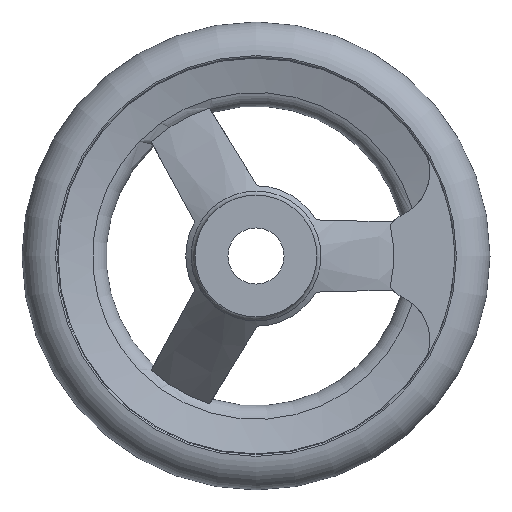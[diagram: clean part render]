
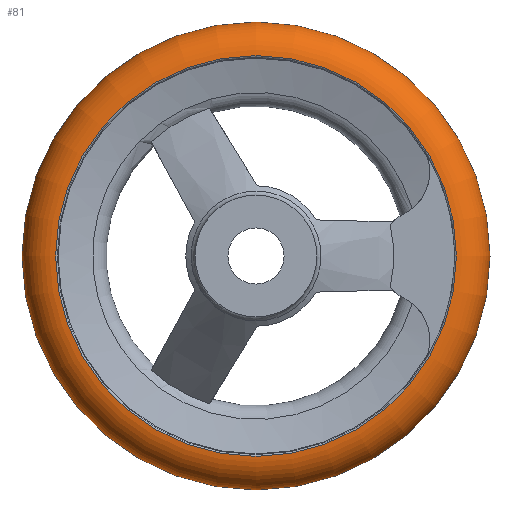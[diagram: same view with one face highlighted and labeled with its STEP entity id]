
A CAD part, front view. The second image highlights one B-rep face of the part: STEP entity #81.
In plain terms, the highlighted toroidal (fillet/blend) face has major radius 42.5 mm and minor radius 7.5 mm.
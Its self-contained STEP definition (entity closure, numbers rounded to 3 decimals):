
#81 = ADVANCED_FACE( '', ( #187, #188, #189 ), #190, .T. );
#187 = FACE_BOUND( '', #324, .T. );
#188 = FACE_OUTER_BOUND( '', #325, .T. );
#189 = FACE_OUTER_BOUND( '', #326, .T. );
#190 = TOROIDAL_SURFACE( '', #327, 42.5, 7.5 );
#324 = VERTEX_LOOP( '', #508 );
#325 = EDGE_LOOP( '', ( #509 ) );
#326 = EDGE_LOOP( '', ( #510 ) );
#327 = AXIS2_PLACEMENT_3D( '', #511, #512, #513 );
#508 = VERTEX_POINT( '', #798 );
#509 = ORIENTED_EDGE( '', *, *, #799, .T. );
#510 = ORIENTED_EDGE( '', *, *, #800, .F. );
#511 = CARTESIAN_POINT( '', ( 0., 25.5, 0. ) );
#512 = DIRECTION( '', ( 0., -1., 0. ) );
#513 = DIRECTION( '', ( 0., 0., -1. ) );
#798 = CARTESIAN_POINT( '', ( 0., 25.5, -50. ) );
#799 = EDGE_CURVE( '', #962, #962, #963, .T. );
#800 = EDGE_CURVE( '', #964, #964, #965, .T. );
#962 = VERTEX_POINT( '', #1293 );
#963 = CIRCLE( '', #1294, 42.813 );
#964 = VERTEX_POINT( '', #1295 );
#965 = CIRCLE( '', #1296, 42.813 );
#1293 = CARTESIAN_POINT( '', ( 0., 32.993, -42.813 ) );
#1294 = AXIS2_PLACEMENT_3D( '', #1692, #1693, #1694 );
#1295 = CARTESIAN_POINT( '', ( 0., 18.007, -42.813 ) );
#1296 = AXIS2_PLACEMENT_3D( '', #1695, #1696, #1697 );
#1692 = CARTESIAN_POINT( '', ( 0., 32.993, 0. ) );
#1693 = DIRECTION( '', ( 0., -1., 0. ) );
#1694 = DIRECTION( '', ( 0., 0., -1. ) );
#1695 = CARTESIAN_POINT( '', ( 0., 18.007, 0. ) );
#1696 = DIRECTION( '', ( 0., -1., 0. ) );
#1697 = DIRECTION( '', ( 0., 0., -1. ) );
